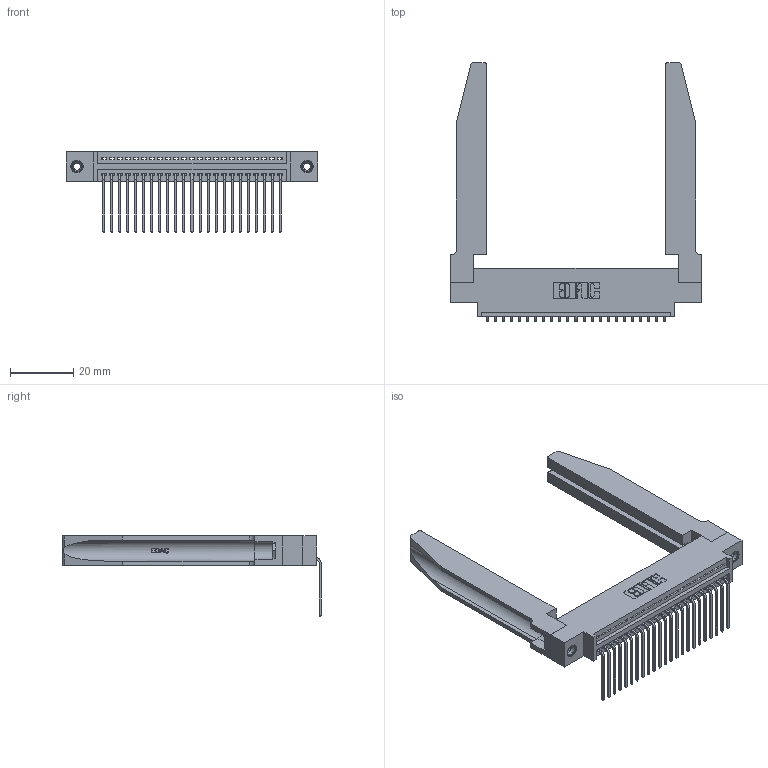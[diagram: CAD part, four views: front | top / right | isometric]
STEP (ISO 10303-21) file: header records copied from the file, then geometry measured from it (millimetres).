
FILE_DESCRIPTION (( 'STEP AP203' ), '1' );
FILE_NAME ('345-023-559-678.STEP', '2019-10-05T03:23:10', ( '' ), ( '' ), 'SwSTEP 2.0', 'SolidWorks 2016', '' );
FILE_SCHEMA (( 'CONFIG_CONTROL_DESIGN' ));
Length unit declared in the file: inch
Products named in the file (5): 345-220-078_345-220-078; 345 Part_0.170 Offset - 0.156 Dia-TH; 345-023-559-678; 345-292-001_558 559 Tail - 1; 345-250-001_345-250-001-102
Assembly tree (28 placements, depth 2):
  345-023-559-678
    345 Part_0.170 Offset - 0.156 Dia-TH
    345-292-001_558 559 Tail - 1  x23
    345-250-001_345-250-001-102  x2
    345-220-078_345-220-078  x2
Bounding box: 79.65 x 82.03 x 25.53 mm (x, y, z)
Volume: 15143.7 mm3; surface area: 16962.6 mm2
Topology: 28 solids, 28 shells, 1744 faces, 5147 edges, 3390 vertices
Faces by surface type: plane 1192, cylinder 500, bspline 36, cone 12, torus 4
Entity records: 24824 total; most frequent: CARTESIAN_POINT 5200, ORIENTED_EDGE 4054, DIRECTION 3575, EDGE_CURVE 2027, VECTOR 1709, LINE 1709, VERTEX_POINT 1344, AXIS2_PLACEMENT_3D 933
